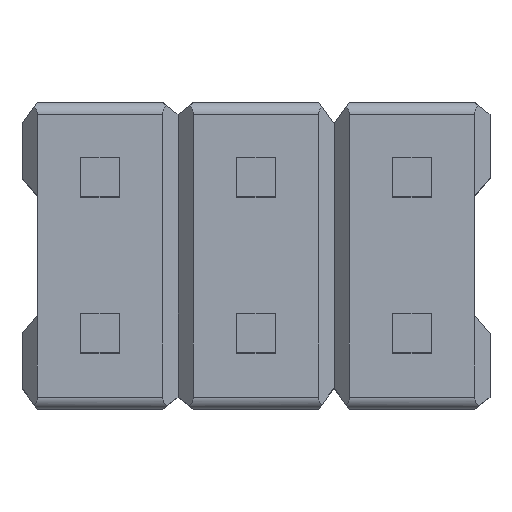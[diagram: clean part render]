
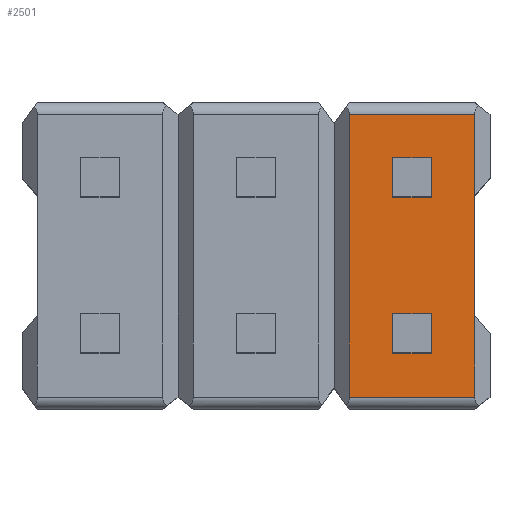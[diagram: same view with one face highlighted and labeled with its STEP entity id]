
A CAD part, top view. The second image highlights one B-rep face of the part: STEP entity #2501.
In plain terms, the highlighted planar face has unit normal (0, 0, 1).
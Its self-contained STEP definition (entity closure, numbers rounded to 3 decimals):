
#276=DIRECTION('',(1.,0.,0.));
#277=VECTOR('',#276,2.04);
#278=CARTESIAN_POINT('',(1.52,-2.3,0.));
#279=LINE('',#278,#277);
#558=DIRECTION('',(0.,-1.,0.));
#559=VECTOR('',#558,1.323);
#560=CARTESIAN_POINT('',(3.56,-0.977,0.));
#561=LINE('',#560,#559);
#562=DIRECTION('',(0.,-1.,0.));
#563=VECTOR('',#562,4.6);
#564=CARTESIAN_POINT('',(1.52,2.3,0.));
#565=LINE('',#564,#563);
#566=DIRECTION('',(1.,0.,0.));
#567=VECTOR('',#566,2.04);
#568=CARTESIAN_POINT('',(1.52,2.3,0.));
#569=LINE('',#568,#567);
#570=DIRECTION('',(0.,-1.,0.));
#571=VECTOR('',#570,1.323);
#572=CARTESIAN_POINT('',(3.56,2.3,0.));
#573=LINE('',#572,#571);
#574=DIRECTION('',(0.,-1.,0.));
#575=VECTOR('',#574,1.954);
#576=CARTESIAN_POINT('',(3.56,0.977,0.));
#577=LINE('',#576,#575);
#598=DIRECTION('',(0.,1.,0.));
#599=VECTOR('',#598,0.63);
#600=CARTESIAN_POINT('',(2.225,0.955,0.));
#601=LINE('',#600,#599);
#602=DIRECTION('',(-1.,0.,0.));
#603=VECTOR('',#602,0.63);
#604=CARTESIAN_POINT('',(2.855,0.955,0.));
#605=LINE('',#604,#603);
#606=DIRECTION('',(0.,1.,0.));
#607=VECTOR('',#606,0.63);
#608=CARTESIAN_POINT('',(2.855,0.955,0.));
#609=LINE('',#608,#607);
#610=DIRECTION('',(-1.,0.,0.));
#611=VECTOR('',#610,0.63);
#612=CARTESIAN_POINT('',(2.855,1.585,0.));
#613=LINE('',#612,#611);
#614=DIRECTION('',(-1.,0.,0.));
#615=VECTOR('',#614,0.63);
#616=CARTESIAN_POINT('',(2.855,-0.955,0.));
#617=LINE('',#616,#615);
#618=DIRECTION('',(0.,1.,0.));
#619=VECTOR('',#618,0.63);
#620=CARTESIAN_POINT('',(2.225,-1.585,0.));
#621=LINE('',#620,#619);
#622=DIRECTION('',(-1.,0.,0.));
#623=VECTOR('',#622,0.63);
#624=CARTESIAN_POINT('',(2.855,-1.585,0.));
#625=LINE('',#624,#623);
#626=DIRECTION('',(0.,1.,0.));
#627=VECTOR('',#626,0.63);
#628=CARTESIAN_POINT('',(2.855,-1.585,0.));
#629=LINE('',#628,#627);
#1502=CARTESIAN_POINT('',(2.225,0.955,0.));
#1503=CARTESIAN_POINT('',(2.225,1.585,0.));
#1504=VERTEX_POINT('',#1502);
#1505=VERTEX_POINT('',#1503);
#1506=CARTESIAN_POINT('',(2.855,0.955,0.));
#1507=CARTESIAN_POINT('',(2.855,1.585,0.));
#1508=VERTEX_POINT('',#1506);
#1509=VERTEX_POINT('',#1507);
#1510=CARTESIAN_POINT('',(2.855,-0.955,0.));
#1511=CARTESIAN_POINT('',(2.225,-0.955,0.));
#1512=VERTEX_POINT('',#1510);
#1513=VERTEX_POINT('',#1511);
#1514=CARTESIAN_POINT('',(2.855,-1.585,0.));
#1515=CARTESIAN_POINT('',(2.225,-1.585,0.));
#1516=VERTEX_POINT('',#1514);
#1517=VERTEX_POINT('',#1515);
#1606=CARTESIAN_POINT('',(3.56,0.977,0.));
#1607=CARTESIAN_POINT('',(3.56,-0.977,0.));
#1608=VERTEX_POINT('',#1606);
#1609=VERTEX_POINT('',#1607);
#1610=CARTESIAN_POINT('',(3.56,2.3,0.));
#1611=VERTEX_POINT('',#1610);
#1612=CARTESIAN_POINT('',(3.56,-2.3,0.));
#1613=VERTEX_POINT('',#1612);
#1630=CARTESIAN_POINT('',(1.52,-2.3,0.));
#1631=VERTEX_POINT('',#1630);
#1644=CARTESIAN_POINT('',(1.52,2.3,0.));
#1645=VERTEX_POINT('',#1644);
#2464=CARTESIAN_POINT('',(-3.81,2.3,0.));
#2465=DIRECTION('',(0.,0.,1.));
#2466=DIRECTION('',(0.,-1.,0.));
#2467=AXIS2_PLACEMENT_3D('',#2464,#2465,#2466);
#2468=PLANE('',#2467);
#2470=ORIENTED_EDGE('',*,*,#2469,.T.);
#2471=ORIENTED_EDGE('',*,*,#2094,.F.);
#2473=ORIENTED_EDGE('',*,*,#2472,.F.);
#2474=ORIENTED_EDGE('',*,*,#2422,.T.);
#2476=ORIENTED_EDGE('',*,*,#2475,.T.);
#2478=ORIENTED_EDGE('',*,*,#2477,.T.);
#2479=EDGE_LOOP('',(#2470,#2471,#2473,#2474,#2476,#2478));
#2480=FACE_OUTER_BOUND('',#2479,.F.);
#2482=ORIENTED_EDGE('',*,*,#2481,.F.);
#2484=ORIENTED_EDGE('',*,*,#2483,.F.);
#2486=ORIENTED_EDGE('',*,*,#2485,.T.);
#2488=ORIENTED_EDGE('',*,*,#2487,.T.);
#2489=EDGE_LOOP('',(#2482,#2484,#2486,#2488));
#2490=FACE_BOUND('',#2489,.F.);
#2492=ORIENTED_EDGE('',*,*,#2491,.T.);
#2494=ORIENTED_EDGE('',*,*,#2493,.F.);
#2496=ORIENTED_EDGE('',*,*,#2495,.F.);
#2498=ORIENTED_EDGE('',*,*,#2497,.T.);
#2499=EDGE_LOOP('',(#2492,#2494,#2496,#2498));
#2500=FACE_BOUND('',#2499,.F.);
#2094=EDGE_CURVE('',#1631,#1613,#279,.T.);
#2422=EDGE_CURVE('',#1645,#1611,#569,.T.);
#2469=EDGE_CURVE('',#1609,#1613,#561,.T.);
#2472=EDGE_CURVE('',#1645,#1631,#565,.T.);
#2475=EDGE_CURVE('',#1611,#1608,#573,.T.);
#2477=EDGE_CURVE('',#1608,#1609,#577,.T.);
#2481=EDGE_CURVE('',#1504,#1505,#601,.T.);
#2483=EDGE_CURVE('',#1508,#1504,#605,.T.);
#2485=EDGE_CURVE('',#1508,#1509,#609,.T.);
#2487=EDGE_CURVE('',#1509,#1505,#613,.T.);
#2491=EDGE_CURVE('',#1512,#1513,#617,.T.);
#2493=EDGE_CURVE('',#1517,#1513,#621,.T.);
#2495=EDGE_CURVE('',#1516,#1517,#625,.T.);
#2497=EDGE_CURVE('',#1516,#1512,#629,.T.);
#2501=ADVANCED_FACE('',(#2480,#2490,#2500),#2468,.T.);
